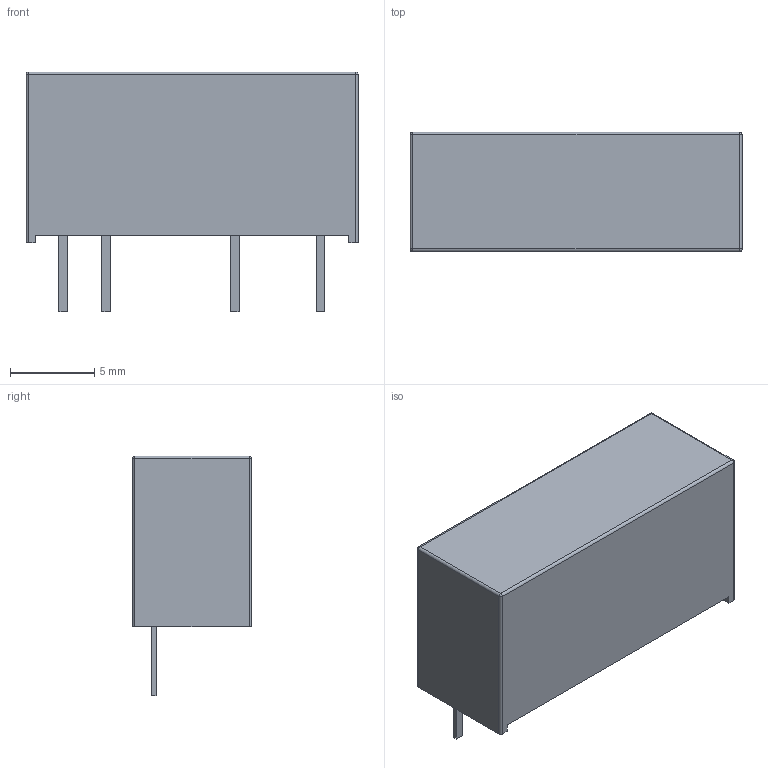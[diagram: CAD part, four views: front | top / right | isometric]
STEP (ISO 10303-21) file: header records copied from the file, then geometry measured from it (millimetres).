
FILE_DESCRIPTION(/* description */ (''),/* implementation_level */ '2;1');
FILE_NAME(/* name */ 'DCDC_RECOM_RP.stp',/* time_stamp */ '2016-06-15T15:32:21+02:00',/* author */ ('riccim'),/* organization */ ('SolidWorks'),/* preprocessor_version */ 'ST-DEVELOPER v15.5',/* originating_system */ 'AutoCAD Mechanical',/* authorisation */ ' ');
FILE_SCHEMA (('AUTOMOTIVE_DESIGN { 1 0 10303 214 3 1 1 }'));
Length unit declared in the file: millimetre
Products named in the file (1): Product
Bounding box: 19.65 x 7.05 x 14.2 mm (x, y, z)
Volume: 413.5 mm3; surface area: 1522.7 mm2
Topology: 6 solids, 6 shells, 72 faces, 168 edges, 108 vertices
Faces by surface type: plane 60, cylinder 8, sphere 4
Entity records: 2046 total; most frequent: CARTESIAN_POINT 349, ORIENTED_EDGE 336, DIRECTION 330, EDGE_CURVE 168, LINE 152, VECTOR 152, VERTEX_POINT 108, AXIS2_PLACEMENT_3D 89
